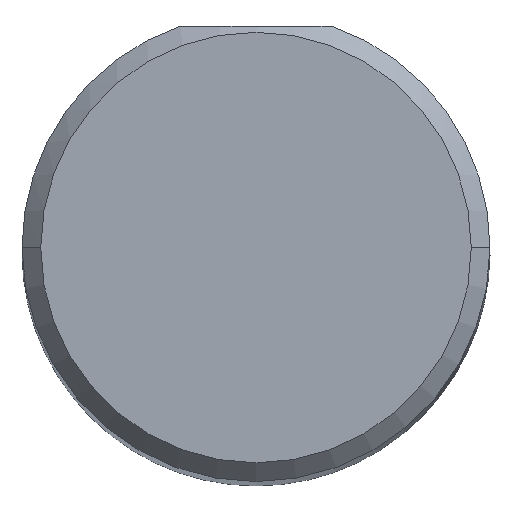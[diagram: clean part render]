
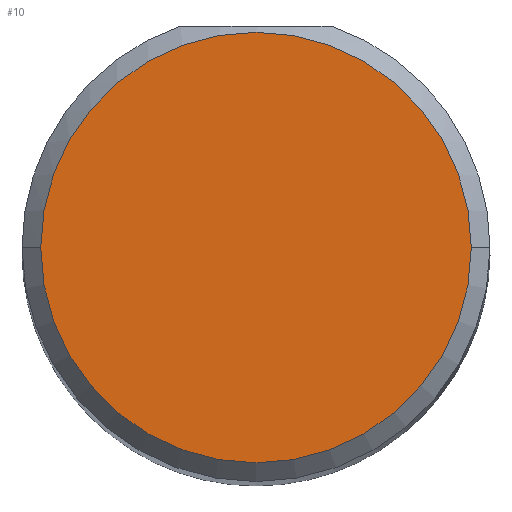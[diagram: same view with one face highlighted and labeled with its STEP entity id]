
A CAD part, top view. The second image highlights one B-rep face of the part: STEP entity #10.
In plain terms, the highlighted planar face has unit normal (0, 0, 1).
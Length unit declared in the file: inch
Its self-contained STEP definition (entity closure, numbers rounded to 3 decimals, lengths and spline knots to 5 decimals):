
#1 = DIRECTION ( 'NONE',  ( 1., 0., 0. ) ) ;
#2 = AXIS2_PLACEMENT_3D ( 'NONE', #426, #43, #1 ) ;
#10 = ADVANCED_FACE ( 'NONE', ( #245 ), #303, .T. ) ;
#20 = CIRCLE ( 'NONE', #422, 0.1725 ) ;
#22 = VERTEX_POINT ( 'NONE', #207 ) ;
#29 = DIRECTION ( 'NONE',  ( 1., 0., 0. ) ) ;
#36 = CARTESIAN_POINT ( 'NONE',  ( 0., 0., 4. ) ) ;
#43 = DIRECTION ( 'NONE',  ( 0., 0., 1. ) ) ;
#83 = DIRECTION ( 'NONE',  ( 1., 0., 0. ) ) ;
#119 = CARTESIAN_POINT ( 'NONE',  ( 0., 0., 4. ) ) ;
#128 = CARTESIAN_POINT ( 'NONE',  ( -0.1725, 0., 4. ) ) ;
#136 = EDGE_CURVE ( 'NONE', #22, #325, #20, .T. ) ;
#207 = CARTESIAN_POINT ( 'NONE',  ( 0.1725, 0., 4. ) ) ;
#245 = FACE_OUTER_BOUND ( 'NONE', #266, .T. ) ;
#266 = EDGE_LOOP ( 'NONE', ( #355, #505 ) ) ;
#303 = PLANE ( 'NONE',  #2 ) ;
#325 = VERTEX_POINT ( 'NONE', #128 ) ;
#331 = AXIS2_PLACEMENT_3D ( 'NONE', #36, #469, #29 ) ;
#338 = DIRECTION ( 'NONE',  ( 0., 0., 1. ) ) ;
#355 = ORIENTED_EDGE ( 'NONE', *, *, #472, .T. ) ;
#422 = AXIS2_PLACEMENT_3D ( 'NONE', #119, #338, #83 ) ;
#426 = CARTESIAN_POINT ( 'NONE',  ( 0., 0., 4. ) ) ;
#455 = CIRCLE ( 'NONE', #331, 0.1725 ) ;
#469 = DIRECTION ( 'NONE',  ( 0., 0., 1. ) ) ;
#472 = EDGE_CURVE ( 'NONE', #325, #22, #455, .T. ) ;
#505 = ORIENTED_EDGE ( 'NONE', *, *, #136, .T. ) ;
